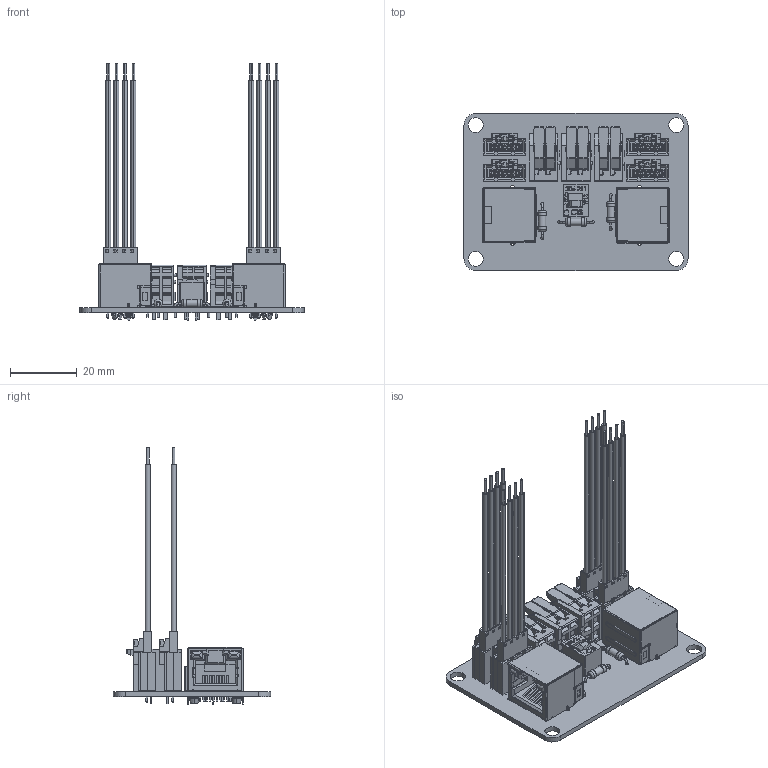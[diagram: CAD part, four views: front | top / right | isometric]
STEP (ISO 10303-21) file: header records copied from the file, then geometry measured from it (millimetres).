
FILE_DESCRIPTION(('KiCad electronic assembly'),'2;1');
FILE_NAME('rio module.step','2025-12-06T13:34:24',('Pcbnew'),('Kicad'), 'Open CASCADE STEP processor 7.9','KiCad to STEP converter','Unknown' );
FILE_SCHEMA(('AUTOMOTIVE_DESIGN { 1 0 10303 214 1 1 1 1 }'));
Length unit declared in the file: millimetre
Products named in the file (13): rio module 1; MTJ-88ARX1-FSM-LG; 1719710104; SOLID; COMPOUND; 2162711040; 2601-1102; R_Axial_DIN0207_L6.3mm_D2.5mm_P10.16mm_Horizontal; 206-211; 206-40-042(for 206-211); 206-93&94-2pole; 206-56-004-35-01; rio module_PCB
Assembly tree (23 placements, depth 3):
  rio module 1
    MTJ-88ARX1-FSM-LG  x2
    1719710104  x4
      SOLID
      COMPOUND
    2162711040  x4
    2601-1102  x3
    R_Axial_DIN0207_L6.3mm_D2.5mm_P10.16mm_Horizontal  x3
    206-211
      206-40-042(for 206-211)
      206-93&94-2pole
      206-56-004-35-01
    rio module_PCB
Bounding box: 67 x 47 x 76.83 mm (x, y, z)
Volume: 18242.6 mm3; surface area: 31706 mm2
Topology: 82 solids, 82 shells, 4189 faces, 11279 edges, 7441 vertices
Faces by surface type: plane 3194, cylinder 864, bspline 81, torus 24, cone 18, revolution 8
Full cylindrical faces by diameter (mm): 0.6 x16, 0.8 x6, 0.9 x27, 1.09 x16, 1.2 x12, 1.6 x4, 2.25 x3, 2.5 x6, 3.2 x4, 4.5 x4
Entity records: 62161 total; most frequent: CARTESIAN_POINT 14684, ORIENTED_EDGE 9414, DIRECTION 8667, EDGE_CURVE 4707, LINE 3713, VECTOR 3713, VERTEX_POINT 3087, AXIS2_PLACEMENT_3D 2475
